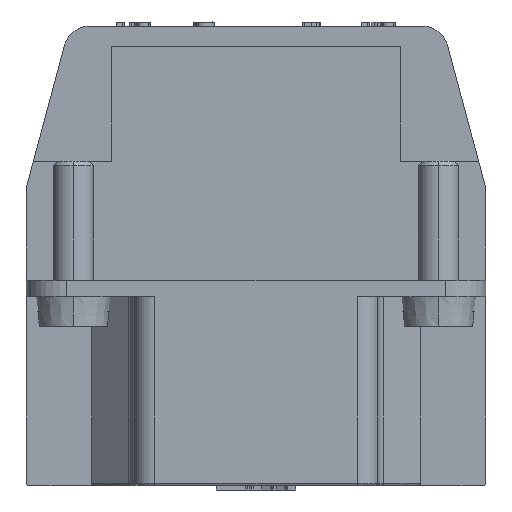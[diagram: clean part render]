
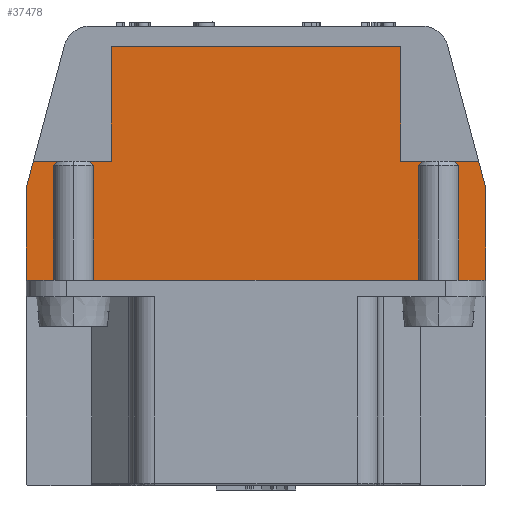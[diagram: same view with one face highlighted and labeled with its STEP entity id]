
A CAD part, left-side view. The second image highlights one B-rep face of the part: STEP entity #37478.
In plain terms, the highlighted planar face has unit normal (-1, 0, 0).
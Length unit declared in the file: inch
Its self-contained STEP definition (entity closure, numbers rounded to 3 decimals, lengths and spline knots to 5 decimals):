
#787 = ORIENTED_EDGE ( 'NONE', *, *, #18441, .F. ) ;
#868 = CARTESIAN_POINT ( 'NONE',  ( -1.24409, -0.66929, -0.59055 ) ) ;
#1010 = CARTESIAN_POINT ( 'NONE',  ( -1.24409, 0.42126, 0.35433 ) ) ;
#1106 = DIRECTION ( 'NONE',  ( 1., 0., 0. ) ) ;
#1306 = DIRECTION ( 'NONE',  ( 0., 0., -1. ) ) ;
#1950 = VECTOR ( 'NONE', #27550, 39.37008 ) ;
#2065 = VECTOR ( 'NONE', #8091, 39.37008 ) ;
#2194 = CARTESIAN_POINT ( 'NONE',  ( -1.24409, 0., 0.35433 ) ) ;
#2876 = CARTESIAN_POINT ( 'NONE',  ( -1.24409, -0.66929, 0.00787 ) ) ;
#3586 = VERTEX_POINT ( 'NONE', #22942 ) ;
#3609 = ORIENTED_EDGE ( 'NONE', *, *, #17366, .F. ) ;
#3841 = CARTESIAN_POINT ( 'NONE',  ( -1.24409, 0., -0.59055 ) ) ;
#3891 = VERTEX_POINT ( 'NONE', #16659 ) ;
#4410 = ORIENTED_EDGE ( 'NONE', *, *, #13283, .F. ) ;
#4571 = CARTESIAN_POINT ( 'NONE',  ( -1.24409, -0.42126, 0.35433 ) ) ;
#4811 = ORIENTED_EDGE ( 'NONE', *, *, #14575, .F. ) ;
#4983 = ORIENTED_EDGE ( 'NONE', *, *, #16410, .F. ) ;
#5222 = CARTESIAN_POINT ( 'NONE',  ( -1.24409, 0.66929, -0.59055 ) ) ;
#5766 = AXIS2_PLACEMENT_3D ( 'NONE', #3841, #1106, #1306 ) ;
#6435 = LINE ( 'NONE', #21248, #34841 ) ;
#6618 = DIRECTION ( 'NONE',  ( 0., -1., 0. ) ) ;
#8018 = DIRECTION ( 'NONE',  ( 0., -1., 0. ) ) ;
#8091 = DIRECTION ( 'NONE',  ( 0., -1., 0. ) ) ;
#8566 = EDGE_CURVE ( 'NONE', #26011, #26455, #11716, .T. ) ;
#9943 = LINE ( 'NONE', #21817, #13168 ) ;
#10119 = VERTEX_POINT ( 'NONE', #14039 ) ;
#11716 = LINE ( 'NONE', #2194, #37963 ) ;
#11893 = LINE ( 'NONE', #15013, #13264 ) ;
#12406 = LINE ( 'NONE', #30313, #20104 ) ;
#13168 = VECTOR ( 'NONE', #36430, 39.37008 ) ;
#13264 = VECTOR ( 'NONE', #29996, 39.37008 ) ;
#13283 = EDGE_CURVE ( 'NONE', #3891, #18570, #35207, .T. ) ;
#14039 = CARTESIAN_POINT ( 'NONE',  ( -1.24409, 0.66929, 0.00787 ) ) ;
#14388 = EDGE_CURVE ( 'NONE', #35110, #26011, #12406, .T. ) ;
#14575 = EDGE_CURVE ( 'NONE', #19841, #18420, #19779, .T. ) ;
#14946 = DIRECTION ( 'NONE',  ( 0., -0.259, 0.966 ) ) ;
#15013 = CARTESIAN_POINT ( 'NONE',  ( -1.24409, 0.42126, -0.59055 ) ) ;
#15337 = DIRECTION ( 'NONE',  ( 0., -1., 0. ) ) ;
#15483 = LINE ( 'NONE', #868, #1950 ) ;
#16111 = ORIENTED_EDGE ( 'NONE', *, *, #33287, .T. ) ;
#16410 = EDGE_CURVE ( 'NONE', #26455, #19841, #11893, .T. ) ;
#16659 = CARTESIAN_POINT ( 'NONE',  ( -1.24409, -0.64819, 0.35433 ) ) ;
#17366 = EDGE_CURVE ( 'NONE', #36558, #3891, #6435, .T. ) ;
#17550 = VECTOR ( 'NONE', #32099, 39.37008 ) ;
#18420 = VERTEX_POINT ( 'NONE', #20677 ) ;
#18441 = EDGE_CURVE ( 'NONE', #18420, #36558, #9943, .T. ) ;
#18570 = VERTEX_POINT ( 'NONE', #25894 ) ;
#19779 = LINE ( 'NONE', #34758, #2065 ) ;
#19810 = VECTOR ( 'NONE', #37730, 39.37008 ) ;
#19841 = VERTEX_POINT ( 'NONE', #21595 ) ;
#20104 = VECTOR ( 'NONE', #14946, 39.37008 ) ;
#20230 = CARTESIAN_POINT ( 'NONE',  ( -1.24409, -0.64819, 0.35433 ) ) ;
#20677 = CARTESIAN_POINT ( 'NONE',  ( -1.24409, -0.42126, 0.68898 ) ) ;
#21130 = CARTESIAN_POINT ( 'NONE',  ( -1.24409, 0.64819, 0.35433 ) ) ;
#21248 = CARTESIAN_POINT ( 'NONE',  ( -1.24409, 0., 0.35433 ) ) ;
#21595 = CARTESIAN_POINT ( 'NONE',  ( -1.24409, 0.42126, 0.68898 ) ) ;
#21817 = CARTESIAN_POINT ( 'NONE',  ( -1.24409, -0.42126, -0.59055 ) ) ;
#22942 = CARTESIAN_POINT ( 'NONE',  ( -1.24409, -0.66929, 0.00787 ) ) ;
#23397 = ORIENTED_EDGE ( 'NONE', *, *, #14388, .F. ) ;
#25894 = CARTESIAN_POINT ( 'NONE',  ( -1.24409, -0.66929, 0.27559 ) ) ;
#25987 = EDGE_CURVE ( 'NONE', #18570, #3586, #15483, .T. ) ;
#26011 = VERTEX_POINT ( 'NONE', #21130 ) ;
#26455 = VERTEX_POINT ( 'NONE', #1010 ) ;
#26839 = ORIENTED_EDGE ( 'NONE', *, *, #8566, .F. ) ;
#27550 = DIRECTION ( 'NONE',  ( 0., 0., -1. ) ) ;
#27796 = FACE_OUTER_BOUND ( 'NONE', #34335, .T. ) ;
#28792 = LINE ( 'NONE', #5222, #19810 ) ;
#28943 = ORIENTED_EDGE ( 'NONE', *, *, #25987, .F. ) ;
#29996 = DIRECTION ( 'NONE',  ( 0., 0., 1. ) ) ;
#30124 = LINE ( 'NONE', #2876, #38470 ) ;
#30313 = CARTESIAN_POINT ( 'NONE',  ( -1.24409, 0.66929, 0.27559 ) ) ;
#30493 = ORIENTED_EDGE ( 'NONE', *, *, #33096, .T. ) ;
#31088 = PLANE ( 'NONE',  #5766 ) ;
#32099 = DIRECTION ( 'NONE',  ( 0., -0.259, -0.966 ) ) ;
#32100 = CARTESIAN_POINT ( 'NONE',  ( -1.24409, 0.66929, 0.27559 ) ) ;
#33096 = EDGE_CURVE ( 'NONE', #35110, #10119, #28792, .T. ) ;
#33287 = EDGE_CURVE ( 'NONE', #10119, #3586, #30124, .T. ) ;
#34335 = EDGE_LOOP ( 'NONE', ( #28943, #4410, #3609, #787, #4811, #4983, #26839, #23397, #30493, #16111 ) ) ;
#34758 = CARTESIAN_POINT ( 'NONE',  ( -1.24409, 0., 0.68898 ) ) ;
#34841 = VECTOR ( 'NONE', #6618, 39.37008 ) ;
#35110 = VERTEX_POINT ( 'NONE', #32100 ) ;
#35207 = LINE ( 'NONE', #20230, #17550 ) ;
#36430 = DIRECTION ( 'NONE',  ( 0., 0., -1. ) ) ;
#36558 = VERTEX_POINT ( 'NONE', #4571 ) ;
#37478 = ADVANCED_FACE ( 'NONE', ( #27796 ), #31088, .F. ) ;
#37730 = DIRECTION ( 'NONE',  ( 0., 0., -1. ) ) ;
#37963 = VECTOR ( 'NONE', #8018, 39.37008 ) ;
#38470 = VECTOR ( 'NONE', #15337, 39.37008 ) ;
